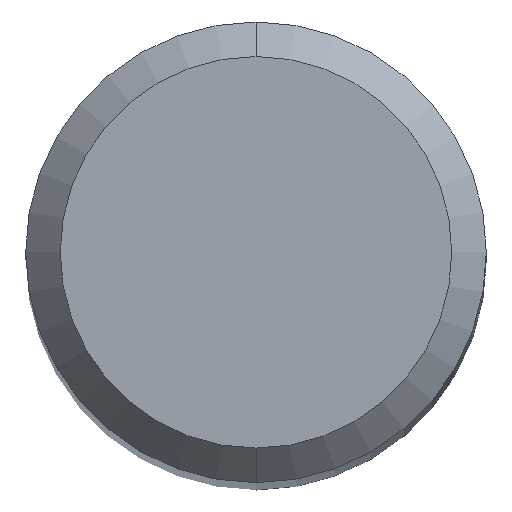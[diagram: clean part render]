
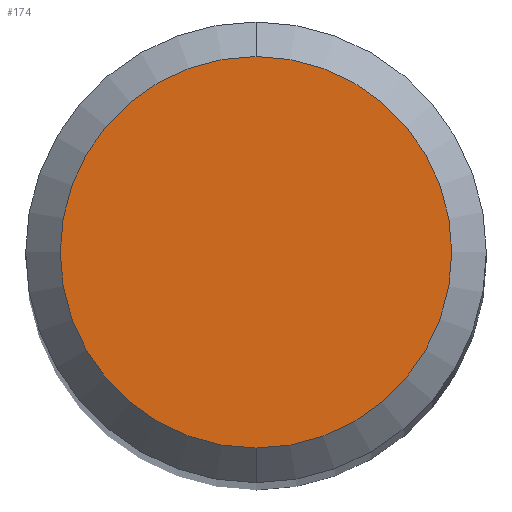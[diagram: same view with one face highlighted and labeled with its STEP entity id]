
A CAD part, top view. The second image highlights one B-rep face of the part: STEP entity #174.
In plain terms, the highlighted planar face has unit normal (0, 0, 1).
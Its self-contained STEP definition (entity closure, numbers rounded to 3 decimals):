
#132=VERTEX_POINT('',#286);
#144=EDGE_CURVE('',#206,#132,#298,.T.);
#174=ADVANCED_FACE('',(#334),#335,.T.);
#206=VERTEX_POINT('',#371);
#214=EDGE_CURVE('',#132,#206,#380,.T.);
#286=CARTESIAN_POINT('',(0.,-1.7,0.0));
#298=CIRCLE('',#468,1.7);
#334=FACE_OUTER_BOUND('',#512,.T.);
#335=PLANE('',#513);
#371=CARTESIAN_POINT('',(0.0,1.7,0.0));
#380=CIRCLE('',#571,1.7);
#468=AXIS2_PLACEMENT_3D('',#647,#648,#649);
#512=EDGE_LOOP('',(#705,#706));
#513=AXIS2_PLACEMENT_3D('',#707,#708,#709);
#571=AXIS2_PLACEMENT_3D('',#771,#772,#773);
#647=CARTESIAN_POINT('',(0.0,0.0,0.0));
#648=DIRECTION('',(0.0,0.0,-1.0));
#649=DIRECTION('',(0.0,1.0,0.0));
#705=ORIENTED_EDGE('',*,*,#144,.F.);
#706=ORIENTED_EDGE('',*,*,#214,.F.);
#707=CARTESIAN_POINT('',(0.0,0.85,0.0));
#708=DIRECTION('',(-0.0,0.0,1.0));
#709=DIRECTION('',(0.0,-1.0,0.0));
#771=CARTESIAN_POINT('',(0.0,0.0,0.0));
#772=DIRECTION('',(0.0,0.0,-1.0));
#773=DIRECTION('',(0.0,1.0,0.0));
